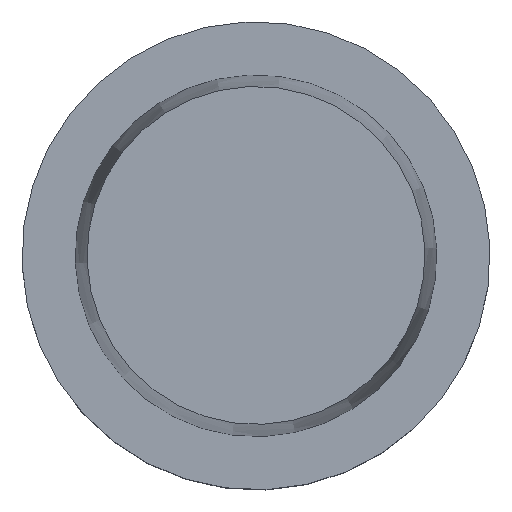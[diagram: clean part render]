
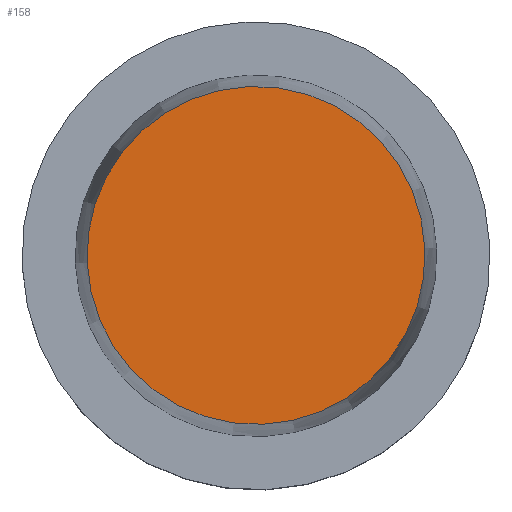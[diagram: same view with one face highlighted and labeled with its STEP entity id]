
A CAD part, top view. The second image highlights one B-rep face of the part: STEP entity #158.
In plain terms, the highlighted planar face has unit normal (0, 0, 1).
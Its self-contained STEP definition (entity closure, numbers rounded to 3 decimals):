
#115=FACE_OUTER_BOUND('',#255,.T.);
#122=PLANE('',#433);
#158=ADVANCED_FACE('',(#115),#122,.F.);
#255=EDGE_LOOP('',(#305));
#305=ORIENTED_EDGE('',*,*,#361,.F.);
#336=VERTEX_POINT('',#609);
#361=EDGE_CURVE('',#336,#336,#386,.T.);
#386=CIRCLE('',#432,22.722);
#432=AXIS2_PLACEMENT_3D('',#608,#525,#526);
#433=AXIS2_PLACEMENT_3D('',#610,#527,#528);
#525=DIRECTION('',(0.,0.,-1.));
#526=DIRECTION('',(0.924,0.382,0.));
#527=DIRECTION('',(0.,0.,-1.));
#528=DIRECTION('',(0.924,0.382,0.));
#608=CARTESIAN_POINT('',(0.,0.,31.9));
#609=CARTESIAN_POINT('',(21.001,8.677,31.9));
#610=CARTESIAN_POINT('',(0.,0.,31.9));
